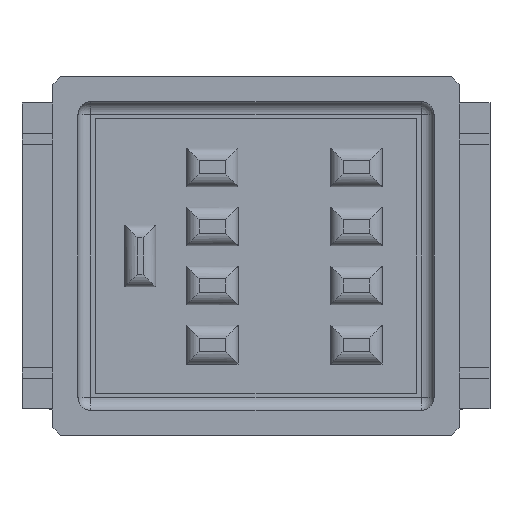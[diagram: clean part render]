
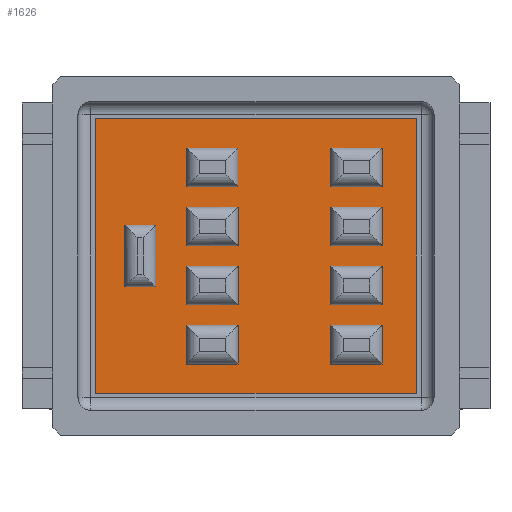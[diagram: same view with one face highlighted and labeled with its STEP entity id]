
A CAD part, front view. The second image highlights one B-rep face of the part: STEP entity #1626.
In plain terms, the highlighted planar face has unit normal (0, -1, 0).
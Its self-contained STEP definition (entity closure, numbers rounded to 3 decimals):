
#105 = VECTOR ( 'NONE', #4633, 1000. ) ;
#147 = ORIENTED_EDGE ( 'NONE', *, *, #3512, .F. ) ;
#156 = DIRECTION ( 'NONE',  ( 0., 0., 1. ) ) ;
#204 = AXIS2_PLACEMENT_3D ( 'NONE', #1436, #4343, #3973 ) ;
#247 = CARTESIAN_POINT ( 'NONE',  ( -3.12, 0.18, -2.671 ) ) ;
#602 = LINE ( 'NONE', #4508, #2152 ) ;
#657 = CARTESIAN_POINT ( 'NONE',  ( -3.12, 0.18, 2.671 ) ) ;
#669 = EDGE_CURVE ( 'NONE', #1441, #3012, #3789, .T. ) ;
#790 = EDGE_CURVE ( 'NONE', #1850, #1441, #965, .T. ) ;
#965 = LINE ( 'NONE', #657, #1819 ) ;
#1376 = CARTESIAN_POINT ( 'NONE',  ( 3.12, 0.18, -2.671 ) ) ;
#1436 = CARTESIAN_POINT ( 'NONE',  ( 0., 0.18, 0. ) ) ;
#1441 = VERTEX_POINT ( 'NONE', #3783 ) ;
#1450 = PLANE ( 'NONE',  #204 ) ;
#1558 = EDGE_CURVE ( 'NONE', #3012, #1861, #3180, .T. ) ;
#1586 = FACE_OUTER_BOUND ( 'NONE', #3193, .T. ) ;
#1626 = ADVANCED_FACE ( 'NONE', ( #1586 ), #1450, .F. ) ;
#1796 = CARTESIAN_POINT ( 'NONE',  ( -3.12, 0.18, 2.671 ) ) ;
#1819 = VECTOR ( 'NONE', #1867, 1000. ) ;
#1834 = CARTESIAN_POINT ( 'NONE',  ( 3.12, 0.18, -2.671 ) ) ;
#1850 = VERTEX_POINT ( 'NONE', #1796 ) ;
#1861 = VERTEX_POINT ( 'NONE', #4694 ) ;
#1867 = DIRECTION ( 'NONE',  ( 1., 0., 0. ) ) ;
#2100 = ORIENTED_EDGE ( 'NONE', *, *, #1558, .F. ) ;
#2152 = VECTOR ( 'NONE', #156, 1000. ) ;
#2502 = VECTOR ( 'NONE', #3507, 1000. ) ;
#3012 = VERTEX_POINT ( 'NONE', #1834 ) ;
#3016 = ORIENTED_EDGE ( 'NONE', *, *, #790, .F. ) ;
#3180 = LINE ( 'NONE', #247, #105 ) ;
#3193 = EDGE_LOOP ( 'NONE', ( #3016, #147, #2100, #3199 ) ) ;
#3199 = ORIENTED_EDGE ( 'NONE', *, *, #669, .F. ) ;
#3507 = DIRECTION ( 'NONE',  ( 0., 0., -1. ) ) ;
#3512 = EDGE_CURVE ( 'NONE', #1861, #1850, #602, .T. ) ;
#3783 = CARTESIAN_POINT ( 'NONE',  ( 3.12, 0.18, 2.671 ) ) ;
#3789 = LINE ( 'NONE', #1376, #2502 ) ;
#3973 = DIRECTION ( 'NONE',  ( 0., 0., 1. ) ) ;
#4343 = DIRECTION ( 'NONE',  ( 0., 1., 0. ) ) ;
#4508 = CARTESIAN_POINT ( 'NONE',  ( -3.12, 0.18, -2.671 ) ) ;
#4633 = DIRECTION ( 'NONE',  ( -1., 0., 0. ) ) ;
#4694 = CARTESIAN_POINT ( 'NONE',  ( -3.12, 0.18, -2.671 ) ) ;
